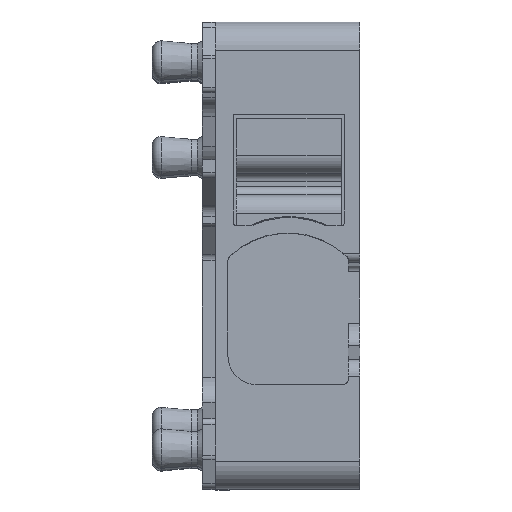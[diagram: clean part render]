
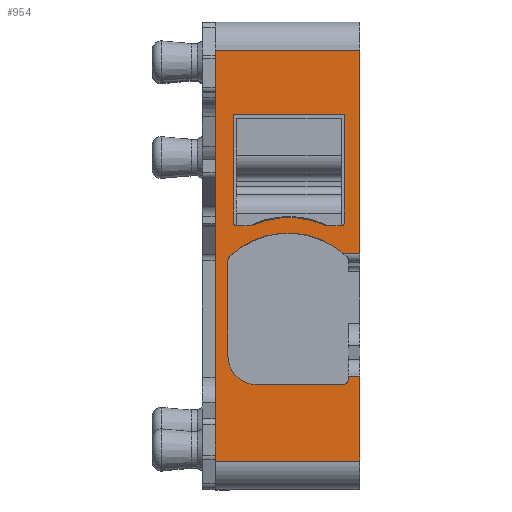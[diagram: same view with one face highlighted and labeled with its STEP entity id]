
A CAD part, top view. The second image highlights one B-rep face of the part: STEP entity #954.
In plain terms, the highlighted planar face has unit normal (0, 0, 1).
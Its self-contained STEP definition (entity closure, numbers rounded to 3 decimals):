
#765=AXIS2_PLACEMENT_3D('Plane Axis2P3D',#762,#763,#764) ;
#802=AXIS2_PLACEMENT_3D('Circle Axis2P3D',#800,#801,$) ;
#816=AXIS2_PLACEMENT_3D('Circle Axis2P3D',#814,#815,$) ;
#830=AXIS2_PLACEMENT_3D('Circle Axis2P3D',#828,#829,$) ;
#837=AXIS2_PLACEMENT_3D('Circle Axis2P3D',#835,#836,$) ;
#867=AXIS2_PLACEMENT_3D('Circle Axis2P3D',#865,#866,$) ;
#881=AXIS2_PLACEMENT_3D('Circle Axis2P3D',#879,#880,$) ;
#895=AXIS2_PLACEMENT_3D('Circle Axis2P3D',#893,#894,$) ;
#902=AXIS2_PLACEMENT_3D('Circle Axis2P3D',#900,#901,$) ;
#909=AXIS2_PLACEMENT_3D('Circle Axis2P3D',#907,#908,$) ;
#923=AXIS2_PLACEMENT_3D('Circle Axis2P3D',#921,#922,$) ;
#937=AXIS2_PLACEMENT_3D('Circle Axis2P3D',#935,#936,$) ;
#144=CARTESIAN_POINT('Vertex',(7.32,4.,42.25)) ;
#147=CARTESIAN_POINT('Line Origine',(7.32,2.5,42.25)) ;
#151=CARTESIAN_POINT('Vertex',(7.32,1.,42.25)) ;
#424=CARTESIAN_POINT('Vertex',(7.32,15.5,42.25)) ;
#427=CARTESIAN_POINT('Line Origine',(7.32,11.905,42.25)) ;
#431=CARTESIAN_POINT('Vertex',(7.32,8.31,42.25)) ;
#724=CARTESIAN_POINT('Line Origine',(4.435,8.31,42.25)) ;
#728=CARTESIAN_POINT('Vertex',(6.768,8.31,42.25)) ;
#762=CARTESIAN_POINT('Axis2P3D Location',(5.02,15.5,42.25)) ;
#767=CARTESIAN_POINT('Line Origine',(4.77,15.5,42.25)) ;
#771=CARTESIAN_POINT('Vertex',(2.22,15.5,42.25)) ;
#774=CARTESIAN_POINT('Line Origine',(2.22,8.25,42.25)) ;
#778=CARTESIAN_POINT('Vertex',(2.22,1.,42.25)) ;
#781=CARTESIAN_POINT('Line Origine',(4.77,1.,42.25)) ;
#786=CARTESIAN_POINT('Line Origine',(7.12,4.,42.25)) ;
#790=CARTESIAN_POINT('Vertex',(6.92,4.,42.25)) ;
#793=CARTESIAN_POINT('Line Origine',(6.92,3.95,42.25)) ;
#797=CARTESIAN_POINT('Vertex',(6.92,3.9,42.25)) ;
#800=CARTESIAN_POINT('Axis2P3D Location',(6.72,3.9,42.25)) ;
#804=CARTESIAN_POINT('Vertex',(6.72,3.7,42.25)) ;
#807=CARTESIAN_POINT('Line Origine',(5.195,3.7,42.25)) ;
#811=CARTESIAN_POINT('Vertex',(3.67,3.7,42.25)) ;
#814=CARTESIAN_POINT('Axis2P3D Location',(3.67,4.7,42.25)) ;
#818=CARTESIAN_POINT('Vertex',(2.67,4.7,42.25)) ;
#821=CARTESIAN_POINT('Line Origine',(2.67,6.392,42.25)) ;
#825=CARTESIAN_POINT('Vertex',(2.67,8.083,42.25)) ;
#828=CARTESIAN_POINT('Axis2P3D Location',(2.87,8.083,42.25)) ;
#832=CARTESIAN_POINT('Vertex',(2.733,8.229,42.25)) ;
#835=CARTESIAN_POINT('Axis2P3D Location',(4.795,6.05,42.25)) ;
#856=CARTESIAN_POINT('Line Origine',(4.82,13.25,42.25)) ;
#860=CARTESIAN_POINT('Vertex',(2.92,13.25,42.25)) ;
#862=CARTESIAN_POINT('Vertex',(6.72,13.25,42.25)) ;
#865=CARTESIAN_POINT('Axis2P3D Location',(6.72,13.2,42.25)) ;
#869=CARTESIAN_POINT('Vertex',(6.77,13.2,42.25)) ;
#872=CARTESIAN_POINT('Line Origine',(6.77,11.3,42.25)) ;
#876=CARTESIAN_POINT('Vertex',(6.77,9.4,42.25)) ;
#879=CARTESIAN_POINT('Axis2P3D Location',(6.67,9.4,42.25)) ;
#883=CARTESIAN_POINT('Vertex',(6.67,9.3,42.25)) ;
#886=CARTESIAN_POINT('Line Origine',(6.445,9.3,42.25)) ;
#890=CARTESIAN_POINT('Vertex',(6.22,9.3,42.25)) ;
#893=CARTESIAN_POINT('Axis2P3D Location',(6.22,9.65,42.25)) ;
#897=CARTESIAN_POINT('Vertex',(6.078,9.33,42.25)) ;
#900=CARTESIAN_POINT('Axis2P3D Location',(4.82,6.497,42.25)) ;
#904=CARTESIAN_POINT('Vertex',(3.562,9.33,42.25)) ;
#907=CARTESIAN_POINT('Axis2P3D Location',(3.42,9.65,42.25)) ;
#911=CARTESIAN_POINT('Vertex',(3.42,9.3,42.25)) ;
#914=CARTESIAN_POINT('Line Origine',(3.195,9.3,42.25)) ;
#918=CARTESIAN_POINT('Vertex',(2.97,9.3,42.25)) ;
#921=CARTESIAN_POINT('Axis2P3D Location',(2.97,9.4,42.25)) ;
#925=CARTESIAN_POINT('Vertex',(2.87,9.4,42.25)) ;
#928=CARTESIAN_POINT('Line Origine',(2.87,11.3,42.25)) ;
#932=CARTESIAN_POINT('Vertex',(2.87,13.2,42.25)) ;
#935=CARTESIAN_POINT('Axis2P3D Location',(2.92,13.2,42.25)) ;
#148=DIRECTION('Vector Direction',(0.,-1.,0.)) ;
#428=DIRECTION('Vector Direction',(0.,-1.,0.)) ;
#725=DIRECTION('Vector Direction',(-1.,0.,0.)) ;
#763=DIRECTION('Axis2P3D Direction',(0.,0.,1.)) ;
#764=DIRECTION('Axis2P3D XDirection',(0.,-1.,0.)) ;
#768=DIRECTION('Vector Direction',(1.,0.,0.)) ;
#775=DIRECTION('Vector Direction',(0.,-1.,0.)) ;
#782=DIRECTION('Vector Direction',(1.,0.,0.)) ;
#787=DIRECTION('Vector Direction',(1.,0.,0.)) ;
#794=DIRECTION('Vector Direction',(0.,-1.,0.)) ;
#801=DIRECTION('Axis2P3D Direction',(0.,0.,1.)) ;
#808=DIRECTION('Vector Direction',(1.,0.,0.)) ;
#815=DIRECTION('Axis2P3D Direction',(0.,0.,1.)) ;
#822=DIRECTION('Vector Direction',(0.,-1.,0.)) ;
#829=DIRECTION('Axis2P3D Direction',(0.,0.,1.)) ;
#836=DIRECTION('Axis2P3D Direction',(0.,0.,1.)) ;
#857=DIRECTION('Vector Direction',(1.,0.,0.)) ;
#866=DIRECTION('Axis2P3D Direction',(0.,0.,1.)) ;
#873=DIRECTION('Vector Direction',(0.,-1.,0.)) ;
#880=DIRECTION('Axis2P3D Direction',(0.,0.,1.)) ;
#887=DIRECTION('Vector Direction',(-1.,0.,0.)) ;
#894=DIRECTION('Axis2P3D Direction',(0.,0.,1.)) ;
#901=DIRECTION('Axis2P3D Direction',(0.,0.,1.)) ;
#908=DIRECTION('Axis2P3D Direction',(0.,0.,1.)) ;
#915=DIRECTION('Vector Direction',(-1.,0.,0.)) ;
#922=DIRECTION('Axis2P3D Direction',(0.,0.,1.)) ;
#929=DIRECTION('Vector Direction',(0.,1.,0.)) ;
#936=DIRECTION('Axis2P3D Direction',(0.,0.,1.)) ;
#149=VECTOR('Line Direction',#148,1.) ;
#429=VECTOR('Line Direction',#428,1.) ;
#726=VECTOR('Line Direction',#725,1.) ;
#769=VECTOR('Line Direction',#768,1.) ;
#776=VECTOR('Line Direction',#775,1.) ;
#783=VECTOR('Line Direction',#782,1.) ;
#788=VECTOR('Line Direction',#787,1.) ;
#795=VECTOR('Line Direction',#794,1.) ;
#809=VECTOR('Line Direction',#808,1.) ;
#823=VECTOR('Line Direction',#822,1.) ;
#858=VECTOR('Line Direction',#857,1.) ;
#874=VECTOR('Line Direction',#873,1.) ;
#888=VECTOR('Line Direction',#887,1.) ;
#916=VECTOR('Line Direction',#915,1.) ;
#930=VECTOR('Line Direction',#929,1.) ;
#841=ORIENTED_EDGE('',*,*,#433,.F.) ;
#842=ORIENTED_EDGE('',*,*,#773,.F.) ;
#843=ORIENTED_EDGE('',*,*,#780,.T.) ;
#844=ORIENTED_EDGE('',*,*,#785,.T.) ;
#845=ORIENTED_EDGE('',*,*,#153,.F.) ;
#846=ORIENTED_EDGE('',*,*,#792,.F.) ;
#847=ORIENTED_EDGE('',*,*,#799,.T.) ;
#848=ORIENTED_EDGE('',*,*,#806,.F.) ;
#849=ORIENTED_EDGE('',*,*,#813,.F.) ;
#850=ORIENTED_EDGE('',*,*,#820,.F.) ;
#851=ORIENTED_EDGE('',*,*,#827,.F.) ;
#852=ORIENTED_EDGE('',*,*,#834,.F.) ;
#853=ORIENTED_EDGE('',*,*,#839,.T.) ;
#854=ORIENTED_EDGE('',*,*,#730,.T.) ;
#941=ORIENTED_EDGE('',*,*,#864,.T.) ;
#942=ORIENTED_EDGE('',*,*,#871,.T.) ;
#943=ORIENTED_EDGE('',*,*,#878,.T.) ;
#944=ORIENTED_EDGE('',*,*,#885,.T.) ;
#945=ORIENTED_EDGE('',*,*,#892,.T.) ;
#946=ORIENTED_EDGE('',*,*,#899,.T.) ;
#947=ORIENTED_EDGE('',*,*,#906,.F.) ;
#948=ORIENTED_EDGE('',*,*,#913,.T.) ;
#949=ORIENTED_EDGE('',*,*,#920,.T.) ;
#950=ORIENTED_EDGE('',*,*,#927,.F.) ;
#951=ORIENTED_EDGE('',*,*,#934,.T.) ;
#952=ORIENTED_EDGE('',*,*,#939,.T.) ;
#953=FACE_BOUND('',#940,.T.) ;
#954=ADVANCED_FACE('APG_2-5_MI',(#855,#953),#766,.T.) ;
#803=CIRCLE('generated circle',#802,0.2) ;
#817=CIRCLE('generated circle',#816,1.) ;
#831=CIRCLE('generated circle',#830,0.2) ;
#838=CIRCLE('generated circle',#837,3.) ;
#868=CIRCLE('generated circle',#867,0.05) ;
#882=CIRCLE('generated circle',#881,0.1) ;
#896=CIRCLE('generated circle',#895,0.35) ;
#903=CIRCLE('generated circle',#902,3.1) ;
#910=CIRCLE('generated circle',#909,0.35) ;
#924=CIRCLE('generated circle',#923,0.1) ;
#938=CIRCLE('generated circle',#937,0.05) ;
#153=EDGE_CURVE('',#145,#152,#150,.T.) ;
#433=EDGE_CURVE('',#425,#432,#430,.T.) ;
#730=EDGE_CURVE('',#729,#432,#727,.F.) ;
#773=EDGE_CURVE('',#772,#425,#770,.T.) ;
#780=EDGE_CURVE('',#772,#779,#777,.T.) ;
#785=EDGE_CURVE('',#779,#152,#784,.T.) ;
#792=EDGE_CURVE('',#791,#145,#789,.T.) ;
#799=EDGE_CURVE('',#791,#798,#796,.T.) ;
#806=EDGE_CURVE('',#805,#798,#803,.T.) ;
#813=EDGE_CURVE('',#812,#805,#810,.T.) ;
#820=EDGE_CURVE('',#819,#812,#817,.T.) ;
#827=EDGE_CURVE('',#826,#819,#824,.T.) ;
#834=EDGE_CURVE('',#833,#826,#831,.T.) ;
#839=EDGE_CURVE('',#833,#729,#838,.F.) ;
#864=EDGE_CURVE('',#861,#863,#859,.T.) ;
#871=EDGE_CURVE('',#863,#870,#868,.F.) ;
#878=EDGE_CURVE('',#870,#877,#875,.T.) ;
#885=EDGE_CURVE('',#877,#884,#882,.F.) ;
#892=EDGE_CURVE('',#884,#891,#889,.T.) ;
#899=EDGE_CURVE('',#891,#898,#896,.F.) ;
#906=EDGE_CURVE('',#905,#898,#903,.F.) ;
#913=EDGE_CURVE('',#905,#912,#910,.F.) ;
#920=EDGE_CURVE('',#912,#919,#917,.T.) ;
#927=EDGE_CURVE('',#926,#919,#924,.T.) ;
#934=EDGE_CURVE('',#926,#933,#931,.T.) ;
#939=EDGE_CURVE('',#933,#861,#938,.F.) ;
#840=EDGE_LOOP('',(#841,#842,#843,#844,#845,#846,#847,#848,#849,#850,#851,#852,#853,#854)) ;
#940=EDGE_LOOP('',(#941,#942,#943,#944,#945,#946,#947,#948,#949,#950,#951,#952)) ;
#855=FACE_OUTER_BOUND('',#840,.T.) ;
#150=LINE('Line',#147,#149) ;
#430=LINE('Line',#427,#429) ;
#727=LINE('Line',#724,#726) ;
#770=LINE('Line',#767,#769) ;
#777=LINE('Line',#774,#776) ;
#784=LINE('Line',#781,#783) ;
#789=LINE('Line',#786,#788) ;
#796=LINE('Line',#793,#795) ;
#810=LINE('Line',#807,#809) ;
#824=LINE('Line',#821,#823) ;
#859=LINE('Line',#856,#858) ;
#875=LINE('Line',#872,#874) ;
#889=LINE('Line',#886,#888) ;
#917=LINE('Line',#914,#916) ;
#931=LINE('Line',#928,#930) ;
#766=PLANE('',#765) ;
#145=VERTEX_POINT('',#144) ;
#152=VERTEX_POINT('',#151) ;
#425=VERTEX_POINT('',#424) ;
#432=VERTEX_POINT('',#431) ;
#729=VERTEX_POINT('',#728) ;
#772=VERTEX_POINT('',#771) ;
#779=VERTEX_POINT('',#778) ;
#791=VERTEX_POINT('',#790) ;
#798=VERTEX_POINT('',#797) ;
#805=VERTEX_POINT('',#804) ;
#812=VERTEX_POINT('',#811) ;
#819=VERTEX_POINT('',#818) ;
#826=VERTEX_POINT('',#825) ;
#833=VERTEX_POINT('',#832) ;
#861=VERTEX_POINT('',#860) ;
#863=VERTEX_POINT('',#862) ;
#870=VERTEX_POINT('',#869) ;
#877=VERTEX_POINT('',#876) ;
#884=VERTEX_POINT('',#883) ;
#891=VERTEX_POINT('',#890) ;
#898=VERTEX_POINT('',#897) ;
#905=VERTEX_POINT('',#904) ;
#912=VERTEX_POINT('',#911) ;
#919=VERTEX_POINT('',#918) ;
#926=VERTEX_POINT('',#925) ;
#933=VERTEX_POINT('',#932) ;
